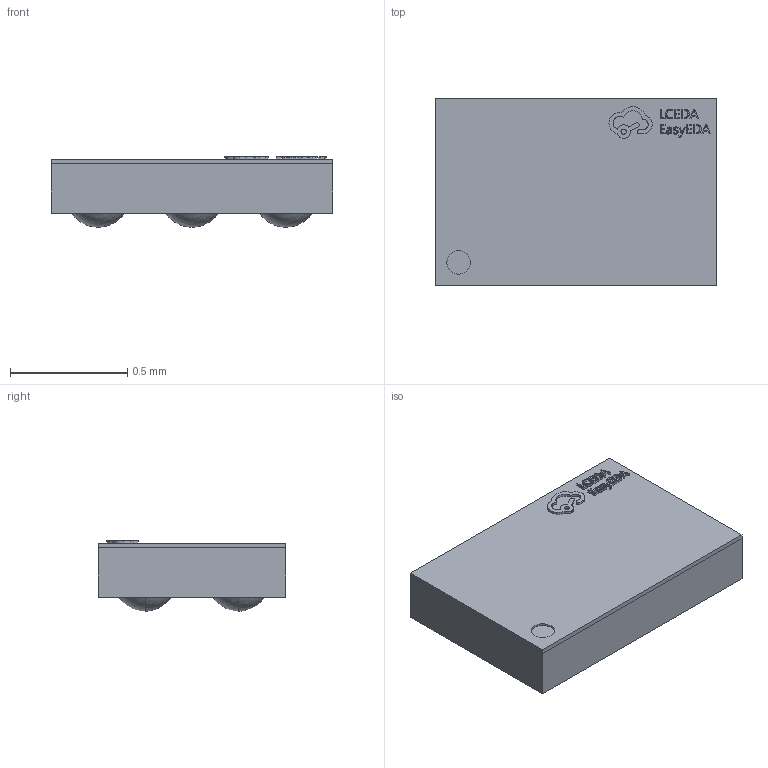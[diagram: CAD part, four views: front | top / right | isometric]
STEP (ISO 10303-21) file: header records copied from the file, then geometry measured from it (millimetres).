
FILE_DESCRIPTION (( 'STEP AP214' ), '1' );
FILE_NAME ('WLCSP-6_L1.2-W0.8-H0.3-R2-C3-P0.40-BL.step', '2022-06-20T11:41:22', ( '' ), ( '' ), 'SwSTEP 2.0', 'SolidWorks 2020', '' );
FILE_SCHEMA (( 'AUTOMOTIVE_DESIGN' ));
Length unit declared in the file: millimetre
Products named in the file (1): WLCSP-6_L1.2-W0.8-H0.3-R2-C3-P0.40-BL
Bounding box: 1.2 x 0.8 x 0.3 mm (x, y, z)
Volume: 0.2 mm3; surface area: 5.3 mm2
Topology: 8 solids, 8 shells, 316 faces, 825 edges, 552 vertices
Faces by surface type: plane 190, bspline 112, sphere 12, cylinder 2
Entity records: 13783 total; most frequent: CARTESIAN_POINT 3798, ORIENTED_EDGE 1650, DIRECTION 1035, EDGE_CURVE 825, LINE 569, VECTOR 569, VERTEX_POINT 552, EDGE_LOOP 343
